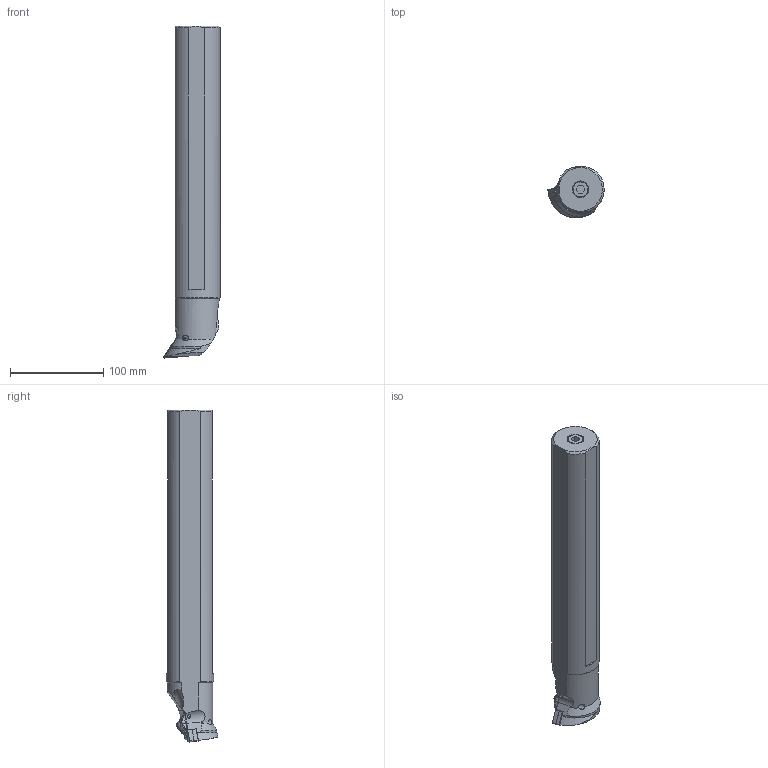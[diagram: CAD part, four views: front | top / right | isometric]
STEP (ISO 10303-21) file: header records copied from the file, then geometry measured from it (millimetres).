
FILE_DESCRIPTION(/* description */ (''),/* implementation_level */ '2;1');
FILE_NAME(/* name */ 'S-DDUNR-324-C_IR0_031.stp',/* time_stamp */ '2023-02-27T19:05:25+09:00',/* author */ (''),/* organization */ (''),/* preprocessor_version */ 'ST-DEVELOPER v16',/* originating_system */ 'SIEMENS PLM Software NX 10.0',/* authorisation */ '');
FILE_SCHEMA (('AUTOMOTIVE_DESIGN { 1 0 10303 214 3 1 1 1 }'));
Length unit declared in the file: millimetre
Products named in the file (1): S-DDUNR-324-C_IR0_031_ASM
Bounding box: 60.33 x 55.31 x 355.6 mm (x, y, z)
Volume: 621509.1 mm3; surface area: 72942.9 mm2
Topology: 2 solids, 2 shells, 323 faces, 958 edges, 639 vertices
Faces by surface type: cylinder 111, plane 102, bspline 55, cone 31, torus 16, sphere 6, extrusion 2
Entity records: 14497 total; most frequent: CARTESIAN_POINT 6144, ORIENTED_EDGE 1872, DIRECTION 1618, EDGE_CURVE 936, AXIS2_PLACEMENT_3D 660, VERTEX_POINT 618, CIRCLE 339, EDGE_LOOP 338
